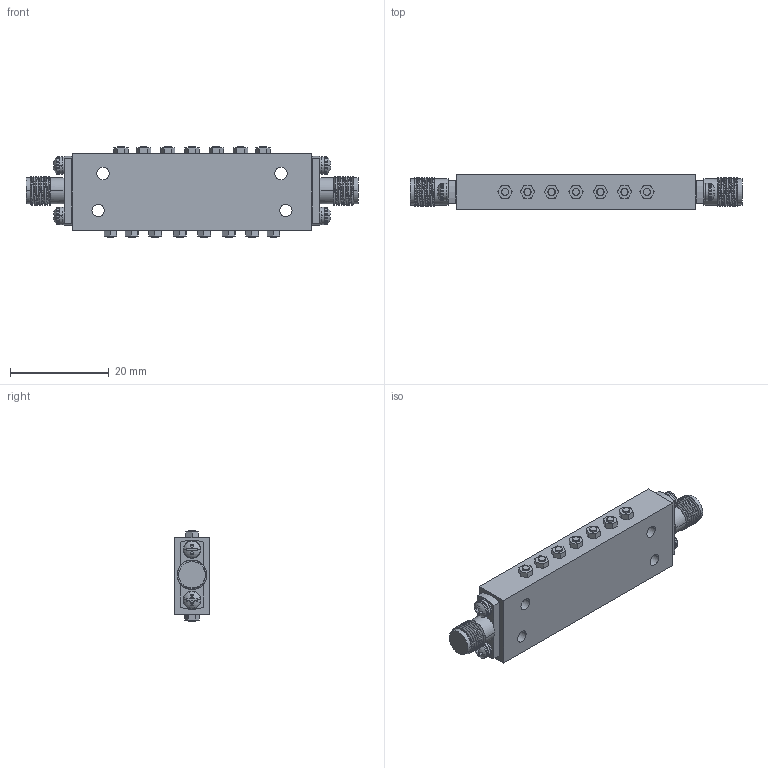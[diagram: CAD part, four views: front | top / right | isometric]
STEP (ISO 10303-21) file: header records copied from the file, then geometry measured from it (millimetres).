
FILE_DESCRIPTION (( 'STEP AP214' ), '1' );
FILE_NAME ('CF-BK-X4.STEP', '2025-10-08T21:52:54', ( '' ), ( '' ), 'SwSTEP 2.0', 'SolidWorks 2021', '' );
FILE_SCHEMA (( 'AUTOMOTIVE_DESIGN' ));
Length unit declared in the file: inch
Products named in the file (1): CF-BK-X4
Bounding box: 67.2 x 7 x 18.5 mm (x, y, z)
Volume: 5865.1 mm3; surface area: 3940 mm2
Topology: 16 solids, 18 shells, 669 faces, 1640 edges, 1032 vertices
Faces by surface type: plane 243, cone 196, cylinder 186, torus 24, bspline 12, sphere 8
Entity records: 32202 total; most frequent: CARTESIAN_POINT 7524, DIRECTION 3314, ORIENTED_EDGE 3280, EDGE_CURVE 1640, AXIS2_PLACEMENT_3D 1294, VERTEX_POINT 1032, EDGE_LOOP 748, LINE 726
